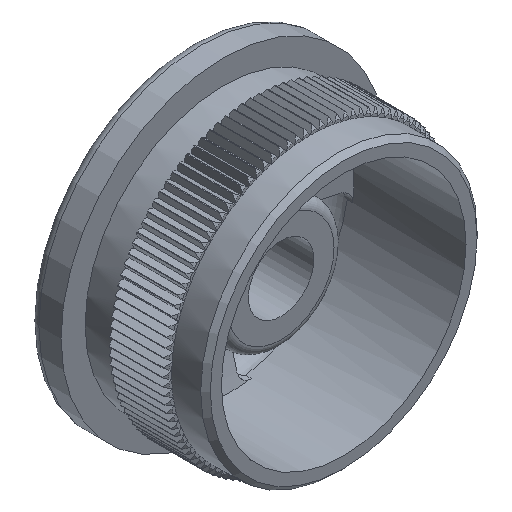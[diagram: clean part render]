
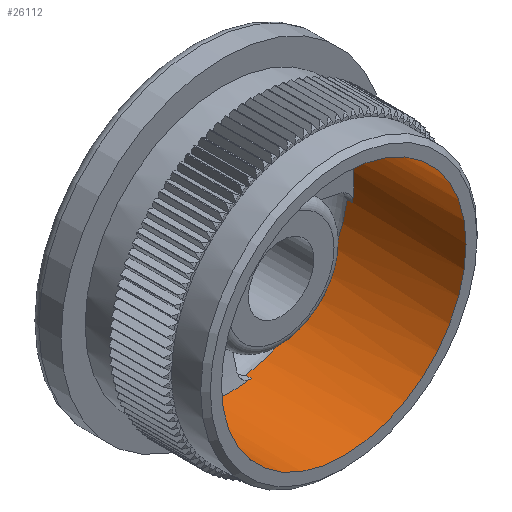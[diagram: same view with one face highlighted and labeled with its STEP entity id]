
A CAD part, isometric view. The second image highlights one B-rep face of the part: STEP entity #26112.
In plain terms, the highlighted cylindrical face has radius 12.7 mm (diameter 25.4 mm), a full revolution.
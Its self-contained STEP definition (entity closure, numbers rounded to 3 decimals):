
#506 = ORIENTED_EDGE ( 'NONE', *, *, #32394, .T. ) ;
#688 = CARTESIAN_POINT ( 'NONE',  ( 2.008, 12.174, 12.54 ) ) ;
#745 = VECTOR ( 'NONE', #18569, 1000. ) ;
#765 = DIRECTION ( 'NONE',  ( 0., 1., 0. ) ) ;
#945 = DIRECTION ( 'NONE',  ( 0., -1., 0. ) ) ;
#1081 = VERTEX_POINT ( 'NONE', #31859 ) ;
#1721 = EDGE_CURVE ( 'NONE', #32977, #5100, #30164, .T. ) ;
#1875 = VECTOR ( 'NONE', #10317, 1000. ) ;
#1881 = EDGE_CURVE ( 'NONE', #5100, #31129, #5225, .T. ) ;
#2519 = ORIENTED_EDGE ( 'NONE', *, *, #6073, .T. ) ;
#2986 = CARTESIAN_POINT ( 'NONE',  ( 0., 11.619, 0. ) ) ;
#3289 = AXIS2_PLACEMENT_3D ( 'NONE', #4593, #18671, #10369 ) ;
#3377 = EDGE_CURVE ( 'NONE', #12777, #17655, #23473, .T. ) ;
#4451 = CIRCLE ( 'NONE', #20536, 12.7 ) ;
#4593 = CARTESIAN_POINT ( 'NONE',  ( 0., 11.619, 0. ) ) ;
#4661 = DIRECTION ( 'NONE',  ( 0., -1., 0. ) ) ;
#4914 = DIRECTION ( 'NONE',  ( 0., 0., -1. ) ) ;
#5100 = VERTEX_POINT ( 'NONE', #20122 ) ;
#5165 = ORIENTED_EDGE ( 'NONE', *, *, #17561, .F. ) ;
#5225 = LINE ( 'NONE', #37512, #31993 ) ;
#5576 = VERTEX_POINT ( 'NONE', #688 ) ;
#5784 = DIRECTION ( 'NONE',  ( 0., -1., 0. ) ) ;
#6073 = EDGE_CURVE ( 'NONE', #5576, #24800, #27438, .T. ) ;
#6114 = CARTESIAN_POINT ( 'NONE',  ( 0., 12.174, 0. ) ) ;
#6247 = AXIS2_PLACEMENT_3D ( 'NONE', #15650, #9736, #18537 ) ;
#6313 = CARTESIAN_POINT ( 'NONE',  ( 2.008, 11.619, 12.54 ) ) ;
#6469 = CARTESIAN_POINT ( 'NONE',  ( -12.54, 11.619, -2.008 ) ) ;
#6931 = CARTESIAN_POINT ( 'NONE',  ( -12.54, 15.5, 2.008 ) ) ;
#7600 = CARTESIAN_POINT ( 'NONE',  ( -2.008, 11.619, -12.54 ) ) ;
#7843 = LINE ( 'NONE', #33571, #22302 ) ;
#7922 = DIRECTION ( 'NONE',  ( 0., 1., 0. ) ) ;
#8177 = CARTESIAN_POINT ( 'NONE',  ( 0., 12.174, 0. ) ) ;
#8430 = DIRECTION ( 'NONE',  ( 0., -1., 0. ) ) ;
#9064 = DIRECTION ( 'NONE',  ( 0., 0., -1. ) ) ;
#9224 = VECTOR ( 'NONE', #945, 1000. ) ;
#9736 = DIRECTION ( 'NONE',  ( 0., -1., 0. ) ) ;
#9764 = CARTESIAN_POINT ( 'NONE',  ( -12.54, 12.174, -2.008 ) ) ;
#9817 = ORIENTED_EDGE ( 'NONE', *, *, #1881, .T. ) ;
#10175 = ORIENTED_EDGE ( 'NONE', *, *, #21752, .T. ) ;
#10317 = DIRECTION ( 'NONE',  ( 0., 1., 0. ) ) ;
#10369 = DIRECTION ( 'NONE',  ( 0., 0., -1. ) ) ;
#10526 = FACE_OUTER_BOUND ( 'NONE', #36399, .T. ) ;
#11256 = CARTESIAN_POINT ( 'NONE',  ( 12.54, 12.174, -2.008 ) ) ;
#11742 = DIRECTION ( 'NONE',  ( 0., -1., 0. ) ) ;
#11932 = CARTESIAN_POINT ( 'NONE',  ( -2.008, 11.619, 12.54 ) ) ;
#12343 = DIRECTION ( 'NONE',  ( 0., 0., -1. ) ) ;
#12706 = VERTEX_POINT ( 'NONE', #6469 ) ;
#12777 = VERTEX_POINT ( 'NONE', #18466 ) ;
#13559 = CARTESIAN_POINT ( 'NONE',  ( 12.54, 11.619, 2.008 ) ) ;
#14120 = DIRECTION ( 'NONE',  ( 0., 0., -1. ) ) ;
#14135 = FACE_OUTER_BOUND ( 'NONE', #20956, .T. ) ;
#14145 = VERTEX_POINT ( 'NONE', #34929 ) ;
#14254 = VECTOR ( 'NONE', #33884, 1000. ) ;
#14634 = EDGE_CURVE ( 'NONE', #24800, #17655, #7843, .T. ) ;
#15172 = DIRECTION ( 'NONE',  ( 0., 1., 0. ) ) ;
#15392 = AXIS2_PLACEMENT_3D ( 'NONE', #8177, #31592, #14120 ) ;
#15566 = EDGE_CURVE ( 'NONE', #1081, #1081, #22709, .T. ) ;
#15633 = AXIS2_PLACEMENT_3D ( 'NONE', #6114, #32570, #9064 ) ;
#15650 = CARTESIAN_POINT ( 'NONE',  ( 0., 15.5, 0. ) ) ;
#16134 = ORIENTED_EDGE ( 'NONE', *, *, #31078, .F. ) ;
#16160 = EDGE_CURVE ( 'NONE', #20034, #25215, #25376, .T. ) ;
#16805 = CARTESIAN_POINT ( 'NONE',  ( -12.54, 15.5, -2.008 ) ) ;
#17054 = CARTESIAN_POINT ( 'NONE',  ( 0., 0., 0. ) ) ;
#17096 = AXIS2_PLACEMENT_3D ( 'NONE', #17054, #5784, #34641 ) ;
#17213 = AXIS2_PLACEMENT_3D ( 'NONE', #24702, #30187, #33328 ) ;
#17561 = EDGE_CURVE ( 'NONE', #14145, #12706, #4451, .T. ) ;
#17655 = VERTEX_POINT ( 'NONE', #13559 ) ;
#17721 = ORIENTED_EDGE ( 'NONE', *, *, #14634, .T. ) ;
#18236 = CARTESIAN_POINT ( 'NONE',  ( 0., 12.174, 0. ) ) ;
#18466 = CARTESIAN_POINT ( 'NONE',  ( 12.54, 11.619, -2.008 ) ) ;
#18537 = DIRECTION ( 'NONE',  ( 0., 0., -1. ) ) ;
#18569 = DIRECTION ( 'NONE',  ( 0., 1., 0. ) ) ;
#18671 = DIRECTION ( 'NONE',  ( 0., -1., 0. ) ) ;
#19538 = ORIENTED_EDGE ( 'NONE', *, *, #24878, .T. ) ;
#20034 = VERTEX_POINT ( 'NONE', #7600 ) ;
#20122 = CARTESIAN_POINT ( 'NONE',  ( -2.008, 12.174, 12.54 ) ) ;
#20273 = EDGE_CURVE ( 'NONE', #14145, #32977, #36967, .T. ) ;
#20346 = CARTESIAN_POINT ( 'NONE',  ( -2.008, 12.174, -12.54 ) ) ;
#20536 = AXIS2_PLACEMENT_3D ( 'NONE', #36848, #4661, #4914 ) ;
#20956 = EDGE_LOOP ( 'NONE', ( #24023 ) ) ;
#21331 = CARTESIAN_POINT ( 'NONE',  ( 2.008, 15.5, -12.54 ) ) ;
#21752 = EDGE_CURVE ( 'NONE', #20034, #32441, #37328, .T. ) ;
#22054 = ORIENTED_EDGE ( 'NONE', *, *, #16160, .F. ) ;
#22203 = ORIENTED_EDGE ( 'NONE', *, *, #1721, .T. ) ;
#22302 = VECTOR ( 'NONE', #27634, 1000. ) ;
#22468 = VERTEX_POINT ( 'NONE', #29107 ) ;
#22709 = CIRCLE ( 'NONE', #17096, 12.7 ) ;
#22901 = CIRCLE ( 'NONE', #32089, 12.7 ) ;
#23252 = DIRECTION ( 'NONE',  ( 0., -1., 0. ) ) ;
#23473 = CIRCLE ( 'NONE', #3289, 12.7 ) ;
#24023 = ORIENTED_EDGE ( 'NONE', *, *, #15566, .T. ) ;
#24181 = CARTESIAN_POINT ( 'NONE',  ( 2.008, 15.5, 12.54 ) ) ;
#24254 = CARTESIAN_POINT ( 'NONE',  ( 12.54, 15.5, -2.008 ) ) ;
#24702 = CARTESIAN_POINT ( 'NONE',  ( 0., 12.174, 0. ) ) ;
#24800 = VERTEX_POINT ( 'NONE', #26397 ) ;
#24878 = EDGE_CURVE ( 'NONE', #22468, #25215, #34071, .T. ) ;
#25215 = VERTEX_POINT ( 'NONE', #37024 ) ;
#25376 = CIRCLE ( 'NONE', #32424, 12.7 ) ;
#25441 = EDGE_CURVE ( 'NONE', #36502, #5576, #34963, .T. ) ;
#25718 = DIRECTION ( 'NONE',  ( 0., 0., -1. ) ) ;
#26112 = ADVANCED_FACE ( 'NONE', ( #10526, #14135 ), #29029, .F. ) ;
#26397 = CARTESIAN_POINT ( 'NONE',  ( 12.54, 12.174, 2.008 ) ) ;
#26999 = LINE ( 'NONE', #24254, #745 ) ;
#27438 = CIRCLE ( 'NONE', #32503, 12.7 ) ;
#27634 = DIRECTION ( 'NONE',  ( 0., -1., 0. ) ) ;
#27869 = ORIENTED_EDGE ( 'NONE', *, *, #25441, .T. ) ;
#29029 = CYLINDRICAL_SURFACE ( 'NONE', #6247, 12.7 ) ;
#29107 = CARTESIAN_POINT ( 'NONE',  ( 2.008, 12.174, -12.54 ) ) ;
#29139 = CARTESIAN_POINT ( 'NONE',  ( 0., 11.619, 0. ) ) ;
#29248 = VECTOR ( 'NONE', #15172, 1000. ) ;
#29519 = EDGE_CURVE ( 'NONE', #31436, #22468, #32971, .T. ) ;
#29624 = VECTOR ( 'NONE', #7922, 1000. ) ;
#29735 = ORIENTED_EDGE ( 'NONE', *, *, #32955, .T. ) ;
#29899 = ORIENTED_EDGE ( 'NONE', *, *, #20273, .T. ) ;
#30164 = CIRCLE ( 'NONE', #15633, 12.7 ) ;
#30187 = DIRECTION ( 'NONE',  ( 0., 1., 0. ) ) ;
#30476 = VERTEX_POINT ( 'NONE', #9764 ) ;
#30480 = EDGE_CURVE ( 'NONE', #12777, #31436, #26999, .T. ) ;
#31078 = EDGE_CURVE ( 'NONE', #36502, #31129, #22901, .T. ) ;
#31129 = VERTEX_POINT ( 'NONE', #11932 ) ;
#31436 = VERTEX_POINT ( 'NONE', #11256 ) ;
#31592 = DIRECTION ( 'NONE',  ( 0., 1., 0. ) ) ;
#31662 = ORIENTED_EDGE ( 'NONE', *, *, #29519, .T. ) ;
#31766 = DIRECTION ( 'NONE',  ( 0., 0., -1. ) ) ;
#31859 = CARTESIAN_POINT ( 'NONE',  ( 0., 0., -12.7 ) ) ;
#31993 = VECTOR ( 'NONE', #11742, 1000. ) ;
#32089 = AXIS2_PLACEMENT_3D ( 'NONE', #2986, #23252, #31766 ) ;
#32394 = EDGE_CURVE ( 'NONE', #30476, #12706, #37336, .T. ) ;
#32424 = AXIS2_PLACEMENT_3D ( 'NONE', #29139, #8430, #25718 ) ;
#32441 = VERTEX_POINT ( 'NONE', #20346 ) ;
#32503 = AXIS2_PLACEMENT_3D ( 'NONE', #18236, #765, #12343 ) ;
#32570 = DIRECTION ( 'NONE',  ( 0., 1., 0. ) ) ;
#32955 = EDGE_CURVE ( 'NONE', #32441, #30476, #33859, .T. ) ;
#32971 = CIRCLE ( 'NONE', #17213, 12.7 ) ;
#32977 = VERTEX_POINT ( 'NONE', #37143 ) ;
#33328 = DIRECTION ( 'NONE',  ( 0., 0., -1. ) ) ;
#33571 = CARTESIAN_POINT ( 'NONE',  ( 12.54, 15.5, 2.008 ) ) ;
#33575 = CARTESIAN_POINT ( 'NONE',  ( -2.008, 15.5, -12.54 ) ) ;
#33859 = CIRCLE ( 'NONE', #15392, 12.7 ) ;
#33884 = DIRECTION ( 'NONE',  ( 0., -1., 0. ) ) ;
#34071 = LINE ( 'NONE', #21331, #9224 ) ;
#34641 = DIRECTION ( 'NONE',  ( 0., 0., -1. ) ) ;
#34909 = ORIENTED_EDGE ( 'NONE', *, *, #3377, .F. ) ;
#34921 = ORIENTED_EDGE ( 'NONE', *, *, #30480, .T. ) ;
#34929 = CARTESIAN_POINT ( 'NONE',  ( -12.54, 11.619, 2.008 ) ) ;
#34963 = LINE ( 'NONE', #24181, #1875 ) ;
#36399 = EDGE_LOOP ( 'NONE', ( #31662, #19538, #22054, #10175, #29735, #506, #5165, #29899, #22203, #9817, #16134, #27869, #2519, #17721, #34909, #34921 ) ) ;
#36502 = VERTEX_POINT ( 'NONE', #6313 ) ;
#36848 = CARTESIAN_POINT ( 'NONE',  ( 0., 11.619, 0. ) ) ;
#36967 = LINE ( 'NONE', #6931, #29248 ) ;
#37024 = CARTESIAN_POINT ( 'NONE',  ( 2.008, 11.619, -12.54 ) ) ;
#37143 = CARTESIAN_POINT ( 'NONE',  ( -12.54, 12.174, 2.008 ) ) ;
#37328 = LINE ( 'NONE', #33575, #29624 ) ;
#37336 = LINE ( 'NONE', #16805, #14254 ) ;
#37512 = CARTESIAN_POINT ( 'NONE',  ( -2.008, 15.5, 12.54 ) ) ;
